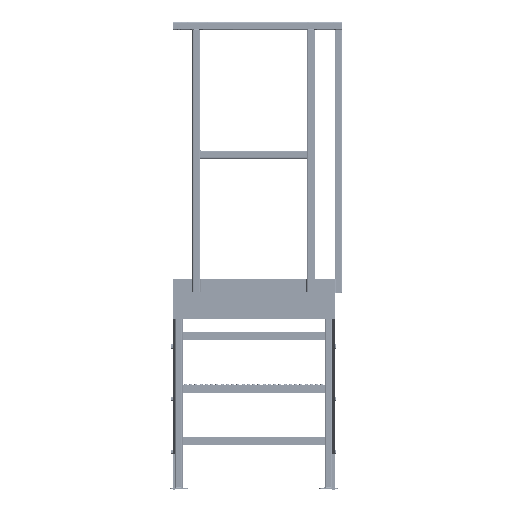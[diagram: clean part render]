
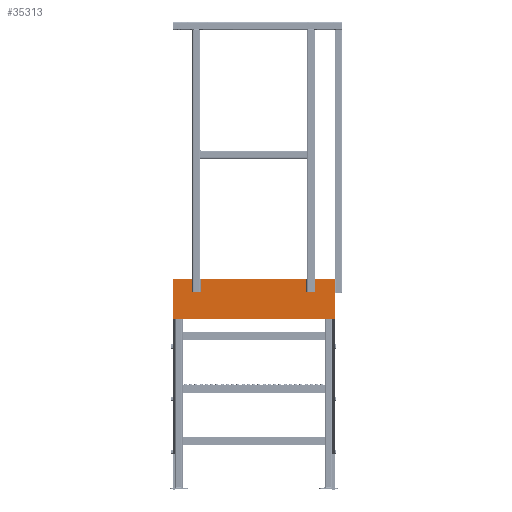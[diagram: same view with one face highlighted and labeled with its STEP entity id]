
A CAD part, top view. The second image highlights one B-rep face of the part: STEP entity #35313.
In plain terms, the highlighted free-form (B-spline) face has degree [1, 1] with [2, 2] control points.
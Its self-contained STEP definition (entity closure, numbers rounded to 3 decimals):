
#35290 = VERTEX_POINT('',#35291);
#35291 = CARTESIAN_POINT('',(1035.536,915.224,
    -627.165));
#35298 = VERTEX_POINT('',#35299);
#35299 = CARTESIAN_POINT('',(330.814,915.224,
    -627.165));
#35304 = EDGE_CURVE('',#35290,#35298,#35305,.T.);
#35305 = B_SPLINE_CURVE_WITH_KNOTS('',1,(#35306,#35307),.UNSPECIFIED.,
  .F.,.F.,(2,2),(0.,616.),.PIECEWISE_BEZIER_KNOTS.);
#35306 = CARTESIAN_POINT('',(1035.536,915.224,
    -627.165));
#35307 = CARTESIAN_POINT('',(330.814,915.224,
    -627.165));
#35313 = ADVANCED_FACE('',(#35314),#35336,.T.);
#35314 = FACE_BOUND('',#35315,.T.);
#35315 = EDGE_LOOP('',(#35316,#35323,#35324,#35331));
#35316 = ORIENTED_EDGE('',*,*,#35317,.T.);
#35317 = EDGE_CURVE('',#35318,#35290,#35320,.T.);
#35318 = VERTEX_POINT('',#35319);
#35319 = CARTESIAN_POINT('',(1035.536,743.619,
    -627.165));
#35320 = B_SPLINE_CURVE_WITH_KNOTS('',1,(#35321,#35322),.UNSPECIFIED.,
  .F.,.F.,(2,2),(0.,150.),.PIECEWISE_BEZIER_KNOTS.);
#35321 = CARTESIAN_POINT('',(1035.536,743.619,
    -627.165));
#35322 = CARTESIAN_POINT('',(1035.536,915.224,
    -627.165));
#35323 = ORIENTED_EDGE('',*,*,#35304,.T.);
#35324 = ORIENTED_EDGE('',*,*,#35325,.F.);
#35325 = EDGE_CURVE('',#35326,#35298,#35328,.T.);
#35326 = VERTEX_POINT('',#35327);
#35327 = CARTESIAN_POINT('',(330.814,743.619,
    -627.165));
#35328 = B_SPLINE_CURVE_WITH_KNOTS('',1,(#35329,#35330),.UNSPECIFIED.,
  .F.,.F.,(2,2),(0.,150.),.PIECEWISE_BEZIER_KNOTS.);
#35329 = CARTESIAN_POINT('',(330.814,743.619,
    -627.165));
#35330 = CARTESIAN_POINT('',(330.814,915.224,
    -627.165));
#35331 = ORIENTED_EDGE('',*,*,#35332,.F.);
#35332 = EDGE_CURVE('',#35318,#35326,#35333,.T.);
#35333 = B_SPLINE_CURVE_WITH_KNOTS('',1,(#35334,#35335),.UNSPECIFIED.,
  .F.,.F.,(2,2),(0.,616.),.PIECEWISE_BEZIER_KNOTS.);
#35334 = CARTESIAN_POINT('',(1035.536,743.619,
    -627.165));
#35335 = CARTESIAN_POINT('',(330.814,743.619,
    -627.165));
#35336 = B_SPLINE_SURFACE_WITH_KNOTS('',1,1,(
    (#35337,#35338)
    ,(#35339,#35340
    )),.UNSPECIFIED.,.F.,.F.,.F.,(2,2),(2,2),(0.,150.),(0.,616.),
  .PIECEWISE_BEZIER_KNOTS.);
#35337 = CARTESIAN_POINT('',(1035.536,743.619,
    -627.165));
#35338 = CARTESIAN_POINT('',(330.814,743.619,
    -627.165));
#35339 = CARTESIAN_POINT('',(1035.536,915.224,
    -627.165));
#35340 = CARTESIAN_POINT('',(330.814,915.224,
    -627.165));
